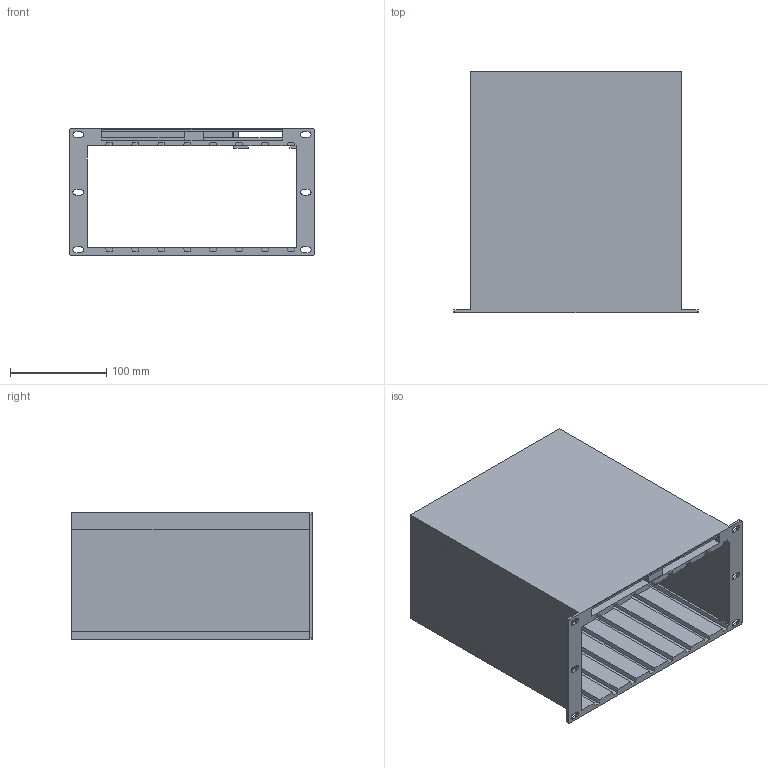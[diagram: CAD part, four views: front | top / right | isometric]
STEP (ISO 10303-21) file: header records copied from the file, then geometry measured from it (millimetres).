
FILE_DESCRIPTION(/* description */ (''),/* implementation_level */ '2;1');
FILE_NAME(/* name */ 'main body v1.0.step',/* time_stamp */ '2025-04-15T19:46:52+02:00',/* author */ (''),/* organization */ (''),/* preprocessor_version */ 'ST-DEVELOPER v20.1',/* originating_system */ 'Autodesk Translation Framework v14.4.0.0',/* authorisation */ '');
FILE_SCHEMA (('AUTOMOTIVE_DESIGN { 1 0 10303 214 3 1 1 }'));
Length unit declared in the file: millimetre
Products named in the file (1): main body
Bounding box: 255 x 251.39 x 132 mm (x, y, z)
Volume: 952120.8 mm3; surface area: 436497.4 mm2
Topology: 1 solids, 1 shells, 289 faces, 863 edges, 574 vertices
Faces by surface type: plane 285, cylinder 4
Entity records: 9589 total; most frequent: CARTESIAN_POINT 1727, ORIENTED_EDGE 1726, DIRECTION 1451, EDGE_CURVE 863, LINE 855, VECTOR 855, VERTEX_POINT 574, EDGE_LOOP 305
